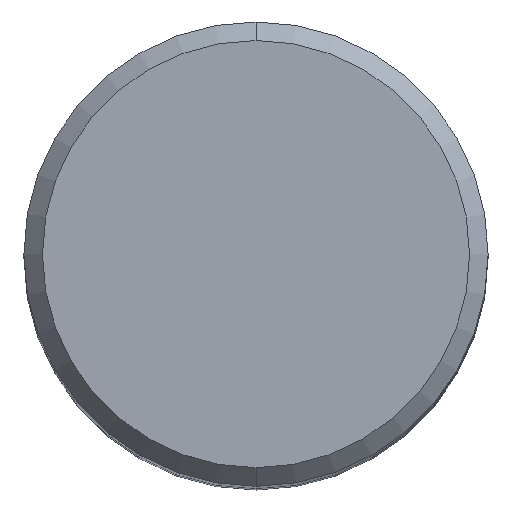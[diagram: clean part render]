
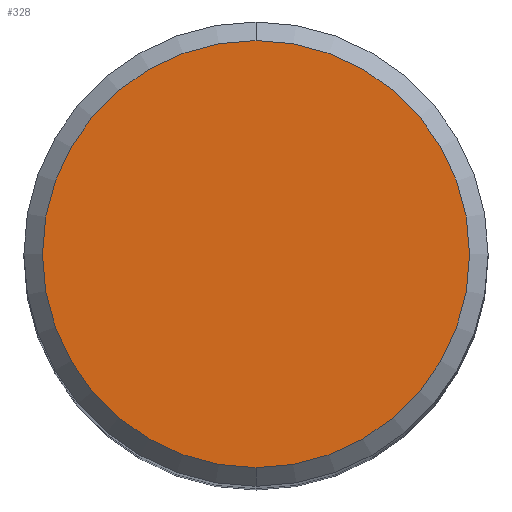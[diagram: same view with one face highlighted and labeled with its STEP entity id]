
A CAD part, top view. The second image highlights one B-rep face of the part: STEP entity #328.
In plain terms, the highlighted planar face has unit normal (0, 0, 1).
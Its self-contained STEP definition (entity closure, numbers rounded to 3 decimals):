
#170=EDGE_CURVE('',#310,#230,#439,.T.);
#220=EDGE_CURVE('',#230,#310,#495,.T.);
#230=VERTEX_POINT('',#507);
#310=VERTEX_POINT('',#594);
#328=ADVANCED_FACE('',(#614),#615,.T.);
#439=CIRCLE('',#723,11.5);
#495=CIRCLE('',#973,11.5);
#507=CARTESIAN_POINT('',(0.0,11.5,0.0));
#594=CARTESIAN_POINT('',(0.,-11.5,0.0));
#614=FACE_OUTER_BOUND('',#1270,.T.);
#615=PLANE('',#1271);
#723=AXIS2_PLACEMENT_3D('',#1474,#1475,#1476);
#973=AXIS2_PLACEMENT_3D('',#1544,#1545,#1546);
#1270=EDGE_LOOP('',(#1663,#1664));
#1271=AXIS2_PLACEMENT_3D('',#1665,#1666,#1667);
#1474=CARTESIAN_POINT('',(0.0,0.0,0.0));
#1475=DIRECTION('',(0.0,0.0,-1.0));
#1476=DIRECTION('',(0.0,1.0,0.0));
#1544=CARTESIAN_POINT('',(0.0,0.0,0.0));
#1545=DIRECTION('',(0.0,0.0,-1.0));
#1546=DIRECTION('',(0.0,1.0,0.0));
#1663=ORIENTED_EDGE('',*,*,#220,.F.);
#1664=ORIENTED_EDGE('',*,*,#170,.F.);
#1665=CARTESIAN_POINT('',(0.0,5.75,0.0));
#1666=DIRECTION('',(-0.0,0.0,1.0));
#1667=DIRECTION('',(0.0,-1.0,0.0));
